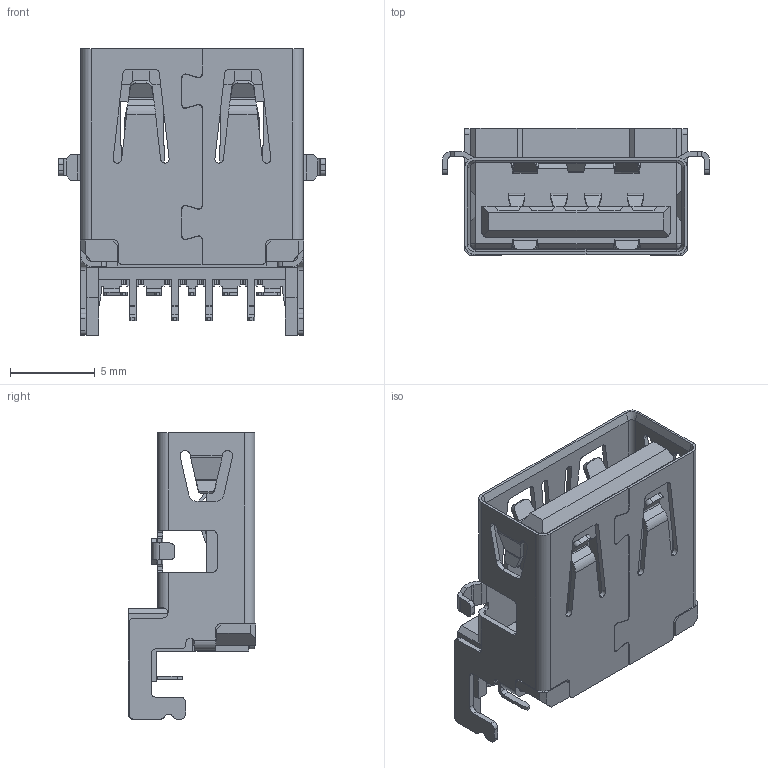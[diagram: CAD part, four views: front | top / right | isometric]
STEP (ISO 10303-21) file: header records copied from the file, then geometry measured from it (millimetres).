
FILE_DESCRIPTION(('STEP AP203'),'1');
FILE_NAME('usb1110-30-a.stp','2024-04-28T07:43:02',('TraceParts'),('TraceParts S.A.'),'Spatial InterOp 3D',' ',' ');
FILE_SCHEMA(('CONFIG_CONTROL_DESIGN'));
Length unit declared in the file: millimetre
Products named in the file (1): 1
Bounding box: 15.7 x 7.51 x 16.9 mm (x, y, z)
Volume: 460 mm3; surface area: 1741.3 mm2
Topology: 1 solids, 1 shells, 1134 faces, 3131 edges, 2026 vertices
Faces by surface type: plane 824, cylinder 260, bspline 44, cone 6
Entity records: 36977 total; most frequent: CARTESIAN_POINT 7936, ORIENTED_EDGE 6258, DIRECTION 5666, EDGE_CURVE 3129, LINE 2560, VECTOR 2560, VERTEX_POINT 2026, AXIS2_PLACEMENT_3D 1553
